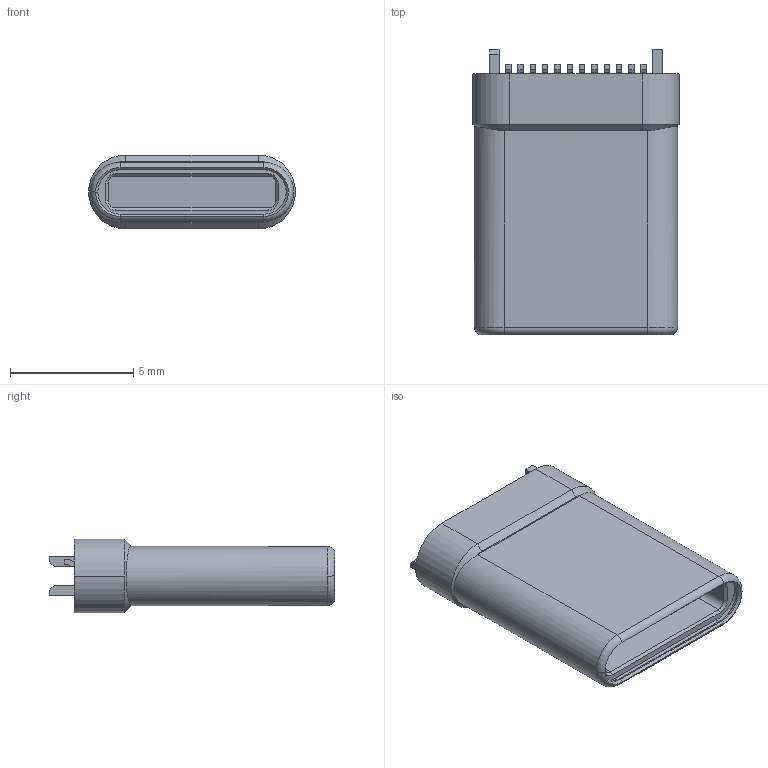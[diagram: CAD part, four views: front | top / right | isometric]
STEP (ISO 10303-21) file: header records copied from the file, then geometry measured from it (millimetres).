
FILE_DESCRIPTION (( 'STEP AP214' ), '1' );
FILE_NAME ('TYPE-C_M¼Ð°å.STEP', '2022-01-10T12:56:07', ( '' ), ( '' ), 'SwSTEP 2.0', 'SolidWorks 2020', '' );
FILE_SCHEMA (( 'AUTOMOTIVE_DESIGN' ));
Length unit declared in the file: millimetre
Products named in the file (2): COMPOUND.step; TYPE-C_M標啣
Assembly tree (1 placements, depth 2):
  TYPE-C_M標啣
    COMPOUND.step
Bounding box: 8.4 x 11.59 x 3 mm (x, y, z)
Volume: 137.9 mm3; surface area: 706 mm2
Topology: 2 solids, 2 shells, 372 faces, 961 edges, 627 vertices
Faces by surface type: plane 310, cylinder 29, bspline 14, cone 13, torus 6
Entity records: 11987 total; most frequent: CARTESIAN_POINT 2864, ORIENTED_EDGE 1922, DIRECTION 1732, EDGE_CURVE 961, LINE 846, VECTOR 846, VERTEX_POINT 627, AXIS2_PLACEMENT_3D 443
